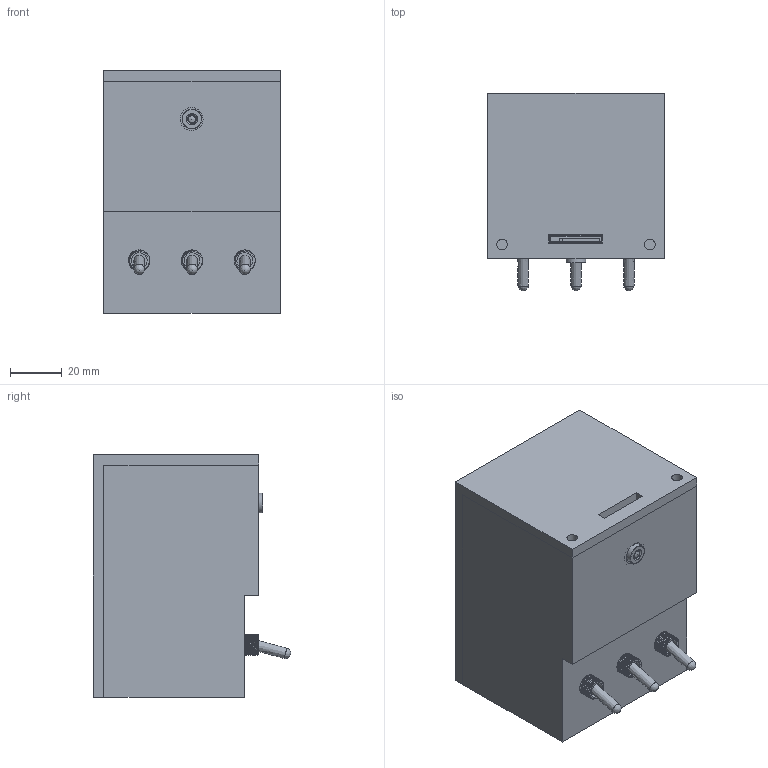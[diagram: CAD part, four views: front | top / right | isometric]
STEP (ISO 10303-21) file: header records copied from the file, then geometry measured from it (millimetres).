
FILE_DESCRIPTION(('FreeCAD Model'),'2;1');
FILE_NAME('Open CASCADE Shape Model','2025-05-03T10:59:10',('FreeCAD'),( 'FreeCAD'),'Open CASCADE STEP processor 7.6','FreeCAD','Unknown');
FILE_SCHEMA(('AUTOMOTIVE_DESIGN { 1 0 10303 214 1 1 1 1 }'));
Products named in the file (1): Open CASCADE STEP translator 7.6 1
Bounding box: 67.82 x 76.06 x 93.59 mm (x, y, z)
Volume: 157931.4 mm3; surface area: 86034.3 mm2
Topology: 108 solids, 110 shells, 4578 faces, 12344 edges, 7869 vertices
Faces by surface type: bspline 4578
Entity records: 175165 total; most frequent: CARTESIAN_POINT 101350, ORIENTED_EDGE 24635, EDGE_CURVE 12339, B_SPLINE_CURVE_WITH_KNOTS 10836, VERTEX_POINT 7869, FACE_BOUND 4799, EDGE_LOOP 4799, ADVANCED_FACE 4578
